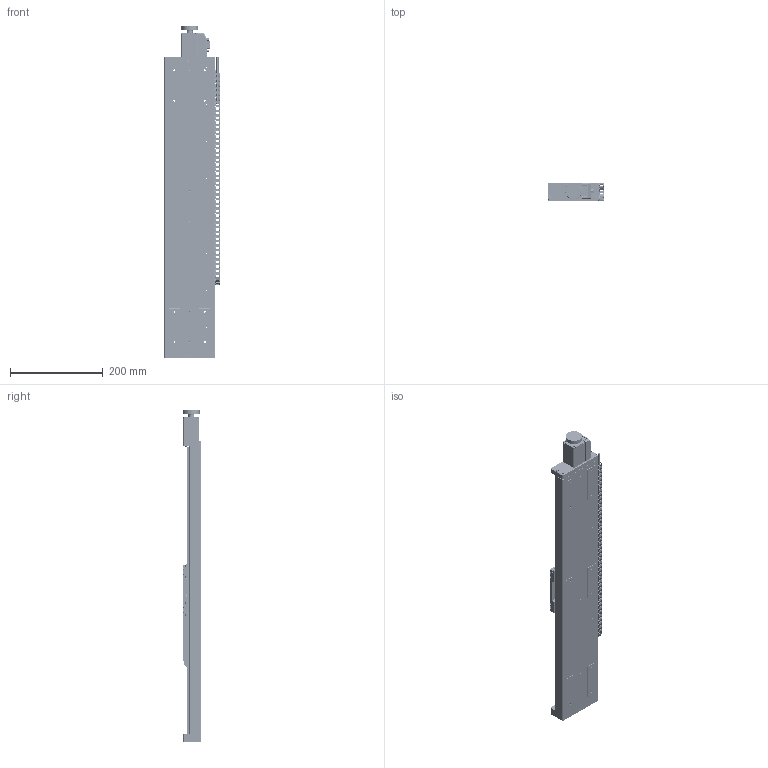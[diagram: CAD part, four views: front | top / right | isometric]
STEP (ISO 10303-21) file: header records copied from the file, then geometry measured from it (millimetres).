
FILE_DESCRIPTION (( 'STEP AP214' ), '1' );
FILE_NAME ('PPS-110-24X10.STEP', '2023-03-02T23:37:01', ( '' ), ( '' ), 'SwSTEP 2.0', 'SolidWorks 2020', '' );
FILE_SCHEMA (( 'AUTOMOTIVE_DESIGN' ));
Length unit declared in the file: millimetre
Products named in the file (70): 3D_model_VIONiC_VIONiCplus_readhead1; 25; PPS-110-24X10; 130008 D-sub Standoff; 21; 40; 23; 42; 22; Screw, SHCS-S, M-DIN._M3 x 0.5 x 08mm; 55; Screw, SHCS-S, M-DIN._M3 x 0.5 x 18mm; 430865 PPS-110, End Plate, Motor Side, No Cover, Stepper Motor_Without Cover; 47; 130242 Bearing, Slide Rail, PPS-110 (SEBS9B Track)_500mm; PPS-110, Base, Master Part_500mm Stepper & Piezo; 53; 29; 49; 4; 430710 PPS-110, Carriage, L110, Linear and Stepper Motor; 56; 28; 45; 2; 50; 33; 430714 PPS-110, Carriage Cable Cover; 32; 39; 110194 Stepper Motor, Size 14, Oriental Motors PKP235D08B-L; 51; 430866 PPS-110, End Plate, Bearing Side, No Cover, Stepper Motor_Without cover; 130242 Bearing, Slide Rail, PPS-110 (SEBS9B Slide); 24; SCREW, MS-SCH, M-DIN_M2 x 0.4 x 16mm; Cable Chain exit cable; 5; IGUS E3-3 7w 15br_500mm; 52 ...
Assembly tree (192 placements, depth 3):
  PPS-110-24X10
    PPS-110 Base Demo Assembly_2022_500mm Travel Stepper Motor
      PPS-110, Base, Master Part_500mm Stepper & Piezo
      Screw, SHCS-S, M-DIN._M3 x 0.5 x 08mm  x62
      130242 Bearing, Slide Rail, PPS-110 (SEBS9B Track)_500mm  x2
      RubberBall  x2
      430866 PPS-110, End Plate, Bearing Side, No Cover, Stepper Motor_Without cover
      Screw, SHCS-S, M-DIN._M3 x 0.5 x 18mm  x4
      430865 PPS-110, End Plate, Motor Side, No Cover, Stepper Motor_Without Cover
      Screw, SHCS-S, M-DIN._M3 x 0.5 x 12mm  x10
      110194 Stepper Motor, Size 14, Oriental Motors PKP235D08B-L
      430750 PPS-110 External Motor cover
      Clean Damper D4CL-5.0F
      110006-109 Connector D-sub Male SC
      130008 D-sub Standoff  x2
    PPS-110 Carriage Demo Assembly_2022_Stepper Motor Carriage (Ball Screw), Renishaw VIONiC Enc with RELM Scale
      430710 PPS-110, Carriage, L110, Linear and Stepper Motor
      430714 PPS-110, Carriage Cable Cover
      SCREW, MS-PPH, M-JCIS 1_M1.6 x 0.35 x 3mm  x10
      130242 Bearing, Slide Rail, PPS-110 (SEBS9B Slide)  x4
      Screw, SHCS-L, M-DIN_M3 x 0.5 x 06mm  x16
      Screw, SHCS-S, M-DIN._M2 x 0.4 x 06mm  x2
      3D_model_VIONiC_VIONiCplus_readhead1
      431006 PPS-110, Encoder Bracket, Internal, Renishaw VIONiC, RELM and RGSZ Scale
      SCREW, MS-SCH, M-DIN_M2 x 0.4 x 16mm  x2
    IGUS E3-3 7w 15br_500mm
      1
      2
      3
      4
      5
      20
      21
      22
      23
      24
      25
      26
      27
      28
      29
      30
      31
      32
      33
      34
      35
      36
      37
      38
      39
      40
      41
      42
      43
      44
      45
      46
      47
      48
Bounding box: 120.95 x 40 x 715 mm (x, y, z)
Volume: 1253566.9 mm3; surface area: 417135.9 mm2
Topology: 190 solids, 190 shells, 8966 faces, 21684 edges, 13491 vertices
Faces by surface type: plane 4496, cylinder 2852, torus 858, cone 695, bspline 53, sphere 12
Entity records: 182243 total; most frequent: CARTESIAN_POINT 27923, DIRECTION 26408, ORIENTED_EDGE 24436, EDGE_CURVE 12218, AXIS2_PLACEMENT_3D 9396, VERTEX_POINT 7934, VECTOR 7616, LINE 7616
